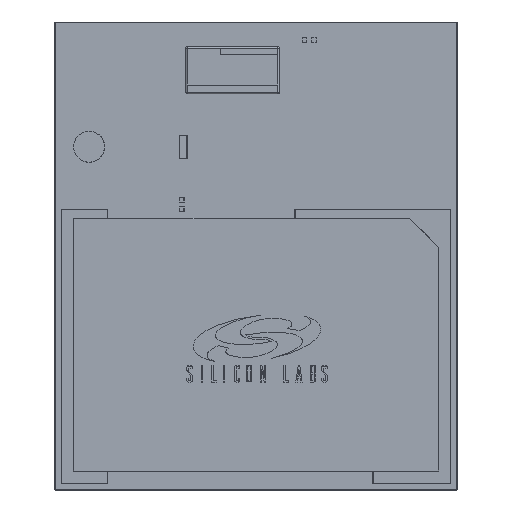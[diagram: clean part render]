
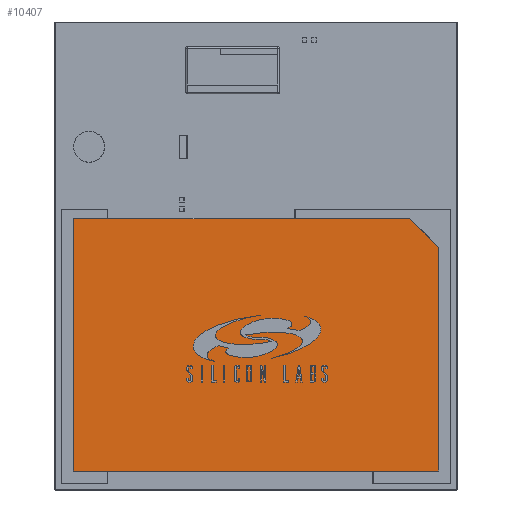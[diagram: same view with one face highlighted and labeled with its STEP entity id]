
A CAD part, top view. The second image highlights one B-rep face of the part: STEP entity #10407.
In plain terms, the highlighted planar face has unit normal (0, 0, 1).
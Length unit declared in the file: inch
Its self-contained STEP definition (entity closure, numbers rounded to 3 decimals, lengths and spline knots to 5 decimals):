
#335=PLANE('',#11399);
#740=LINE('',#15273,#1758);
#746=LINE('',#15302,#1764);
#748=LINE('',#15305,#1766);
#750=LINE('',#15308,#1768);
#752=LINE('',#15311,#1770);
#1758=VECTOR('',#12418,0.3937);
#1764=VECTOR('',#12450,0.3937);
#1766=VECTOR('',#12454,0.3937);
#1768=VECTOR('',#12458,0.3937);
#1770=VECTOR('',#12462,0.3937);
#2931=FACE_OUTER_BOUND('',#3575,.T.);
#3575=EDGE_LOOP('',(#6935,#6936,#6937,#6938,#6939));
#4481=VERTEX_POINT('',#15235);
#4486=VERTEX_POINT('',#15248);
#4491=VERTEX_POINT('',#15261);
#4496=VERTEX_POINT('',#15277);
#4501=VERTEX_POINT('',#15290);
#5413=EDGE_CURVE('',#4481,#4491,#740,.T.);
#5427=EDGE_CURVE('',#4491,#4501,#746,.T.);
#5429=EDGE_CURVE('',#4501,#4496,#748,.T.);
#5431=EDGE_CURVE('',#4496,#4486,#750,.T.);
#5433=EDGE_CURVE('',#4486,#4481,#752,.T.);
#6935=ORIENTED_EDGE('',*,*,#5413,.F.);
#6936=ORIENTED_EDGE('',*,*,#5433,.F.);
#6937=ORIENTED_EDGE('',*,*,#5431,.F.);
#6938=ORIENTED_EDGE('',*,*,#5429,.F.);
#6939=ORIENTED_EDGE('',*,*,#5427,.F.);
#10407=ADVANCED_FACE('',(#2931),#335,.T.);
#11399=AXIS2_PLACEMENT_3D('',#15325,#12474,#12475);
#12418=DIRECTION('',(-1.,0.,0.));
#12450=DIRECTION('',(0.,1.,0.));
#12454=DIRECTION('',(1.,0.,0.));
#12458=DIRECTION('',(0.707,-0.707,0.));
#12462=DIRECTION('',(0.,-1.,0.));
#12474=DIRECTION('center_axis',(0.,0.,1.));
#12475=DIRECTION('ref_axis',(1.,0.,0.));
#15235=CARTESIAN_POINT('',(0.23012,-0.27146,0.09252));
#15248=CARTESIAN_POINT('',(0.23012,0.0108,0.09252));
#15261=CARTESIAN_POINT('',(-0.23012,-0.27146,0.09252));
#15273=CARTESIAN_POINT('',(-0.11516,-0.27146,0.09252));
#15277=CARTESIAN_POINT('',(0.19388,0.04705,0.09252));
#15290=CARTESIAN_POINT('',(-0.23012,0.04705,0.09252));
#15302=CARTESIAN_POINT('',(-0.23012,-0.03248,0.09252));
#15305=CARTESIAN_POINT('',(0.09698,0.04705,0.09252));
#15308=CARTESIAN_POINT('',(0.20337,0.03755,0.09252));
#15311=CARTESIAN_POINT('',(0.23012,-0.19193,0.09252));
#15325=CARTESIAN_POINT('Origin',(0.,-0.1122,0.09252));
